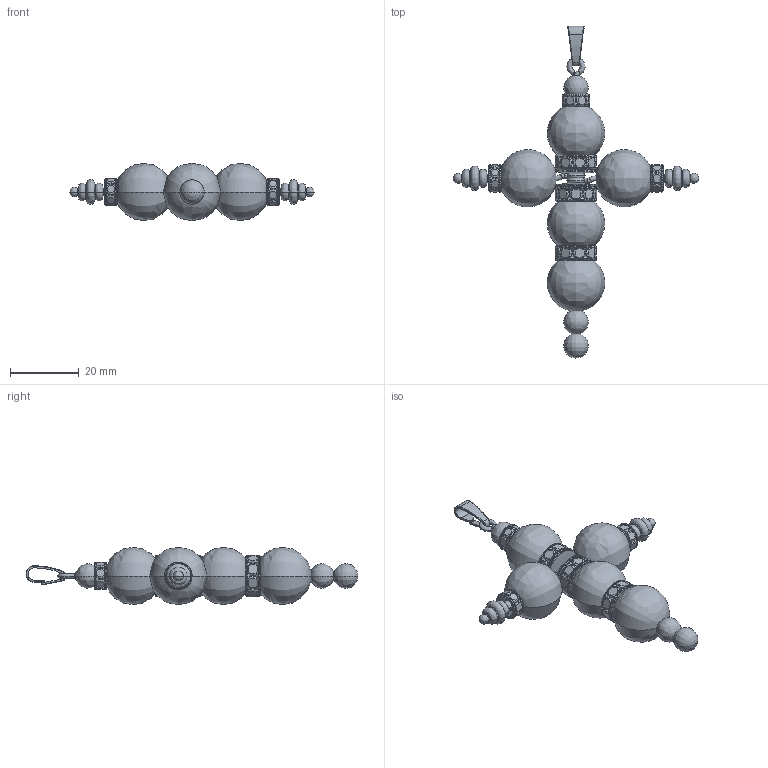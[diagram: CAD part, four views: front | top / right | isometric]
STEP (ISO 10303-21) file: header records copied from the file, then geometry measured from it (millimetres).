
FILE_DESCRIPTION(('FreeCAD Model'),'2;1');
FILE_NAME('Open CASCADE Shape Model','2025-05-04T13:40:00',('FreeCAD'),( 'FreeCAD'),'Open CASCADE STEP processor 7.6','FreeCAD','Unknown');
FILE_SCHEMA(('AUTOMOTIVE_DESIGN { 1 0 10303 214 1 1 1 1 }'));
Products named in the file (1): Open CASCADE STEP translator 7.6 1
Bounding box: 71.58 x 96.88 x 16.74 mm (x, y, z)
Volume: 14021.7 mm3; surface area: 11271.2 mm2
Topology: 76 solids, 76 shells, 3681 faces, 6731 edges, 3198 vertices
Faces by surface type: bspline 3681
Entity records: 105658 total; most frequent: CARTESIAN_POINT 62370, ORIENTED_EDGE 13450, EDGE_CURVE 6725, B_SPLINE_CURVE_WITH_KNOTS 5716, FACE_BOUND 3725, EDGE_LOOP 3725, ADVANCED_FACE 3681, VERTEX_POINT 3198
